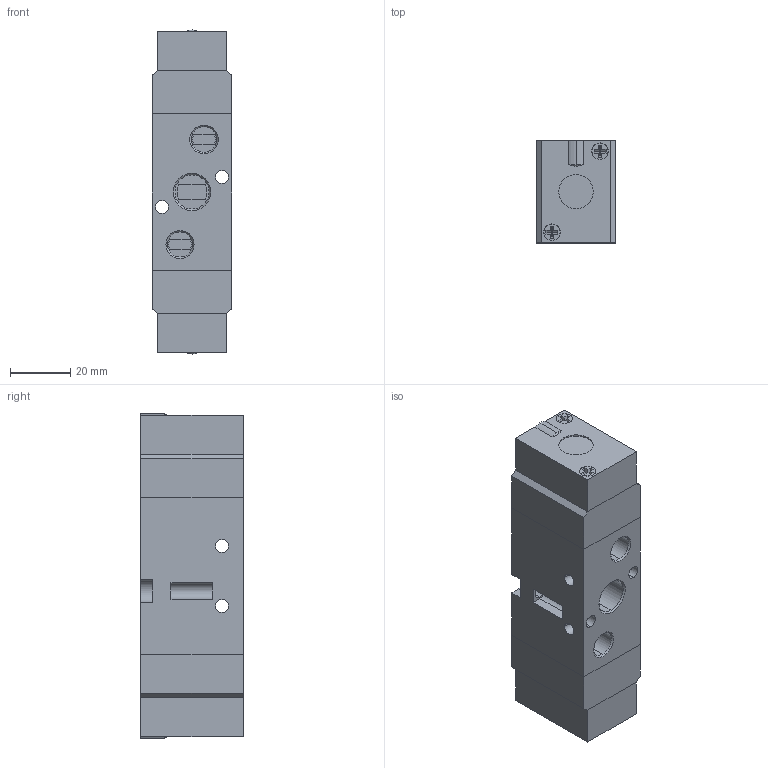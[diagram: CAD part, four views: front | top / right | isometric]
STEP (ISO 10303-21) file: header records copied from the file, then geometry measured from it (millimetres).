
FILE_DESCRIPTION (( 'STEP AP203' ), '1' );
FILE_NAME ('SFP4200.STEP', '2016-01-13T02:36:45', ( 'yrd8' ), ( 'Hewlett-Packard Company' ), 'SwSTEP 2.0', 'SolidWorks 2008', '' );
FILE_SCHEMA (( 'CONFIG_CONTROL_DESIGN' ));
Length unit declared in the file: millimetre
Products named in the file (4): SFP4200; SFP4000 Body_ル遽; SFP4000 Pilot_ル遽; SFP4000 Semi_ル遽
Assembly tree (5 placements, depth 2):
  SFP4200
    SFP4000 Pilot_ル遽  x2
    SFP4000 Semi_ル遽  x2
    SFP4000 Body_ル遽
Bounding box: 26.5 x 34 x 108 mm (x, y, z)
Volume: 84789 mm3; surface area: 25565.7 mm2
Topology: 5 solids, 5 shells, 209 faces, 503 edges, 328 vertices
Faces by surface type: plane 130, cylinder 63, cone 14, torus 2
Entity records: 4729 total; most frequent: DIRECTION 767, CARTESIAN_POINT 730, ORIENTED_EDGE 696, EDGE_CURVE 348, AXIS2_PLACEMENT_3D 265, VECTOR 237, LINE 237, VERTEX_POINT 228
